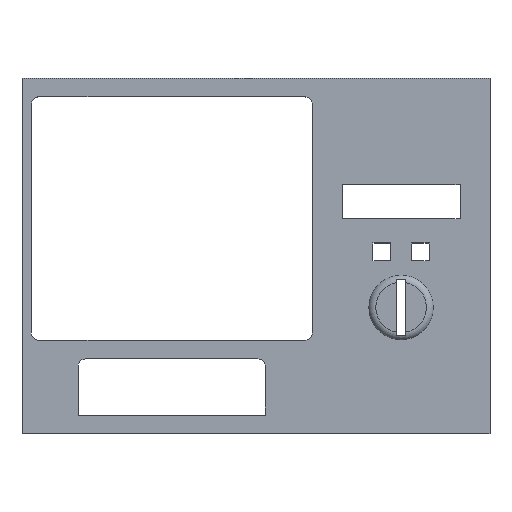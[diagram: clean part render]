
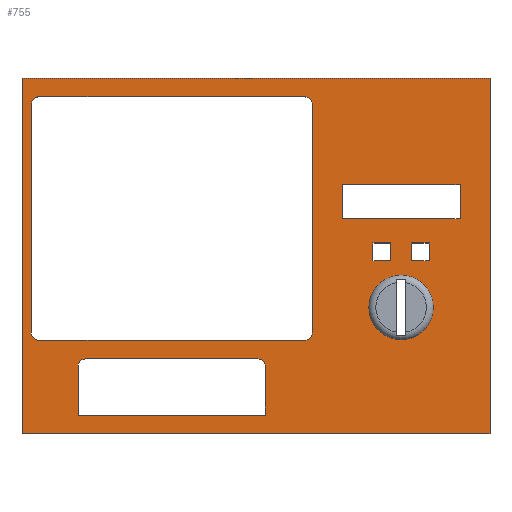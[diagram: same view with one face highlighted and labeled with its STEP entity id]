
A CAD part, top view. The second image highlights one B-rep face of the part: STEP entity #755.
In plain terms, the highlighted planar face has unit normal (0, 0, 1).
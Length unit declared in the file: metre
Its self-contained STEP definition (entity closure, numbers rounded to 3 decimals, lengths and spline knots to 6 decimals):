
#32=CIRCLE('',#814,0.021854);
#34=CIRCLE('',#817,0.00508);
#35=CIRCLE('',#818,0.00508);
#36=CIRCLE('',#819,0.00508);
#37=CIRCLE('',#820,0.00508);
#38=CIRCLE('',#821,0.00508);
#39=CIRCLE('',#822,0.00508);
#85=ORIENTED_EDGE('',*,*,#294,.T.);
#86=ORIENTED_EDGE('',*,*,#302,.F.);
#87=ORIENTED_EDGE('',*,*,#303,.T.);
#88=ORIENTED_EDGE('',*,*,#304,.T.);
#89=ORIENTED_EDGE('',*,*,#305,.F.);
#90=ORIENTED_EDGE('',*,*,#306,.F.);
#91=ORIENTED_EDGE('',*,*,#307,.T.);
#92=ORIENTED_EDGE('',*,*,#308,.T.);
#93=ORIENTED_EDGE('',*,*,#309,.T.);
#94=ORIENTED_EDGE('',*,*,#310,.T.);
#95=ORIENTED_EDGE('',*,*,#311,.T.);
#96=ORIENTED_EDGE('',*,*,#312,.F.);
#97=ORIENTED_EDGE('',*,*,#313,.T.);
#98=ORIENTED_EDGE('',*,*,#314,.F.);
#99=ORIENTED_EDGE('',*,*,#315,.T.);
#100=ORIENTED_EDGE('',*,*,#316,.T.);
#101=ORIENTED_EDGE('',*,*,#317,.F.);
#102=ORIENTED_EDGE('',*,*,#318,.F.);
#103=ORIENTED_EDGE('',*,*,#319,.T.);
#104=ORIENTED_EDGE('',*,*,#320,.T.);
#105=ORIENTED_EDGE('',*,*,#321,.F.);
#106=ORIENTED_EDGE('',*,*,#322,.F.);
#107=ORIENTED_EDGE('',*,*,#323,.T.);
#108=ORIENTED_EDGE('',*,*,#324,.T.);
#109=ORIENTED_EDGE('',*,*,#325,.F.);
#110=ORIENTED_EDGE('',*,*,#326,.F.);
#111=ORIENTED_EDGE('',*,*,#327,.T.);
#112=ORIENTED_EDGE('',*,*,#328,.T.);
#113=ORIENTED_EDGE('',*,*,#329,.T.);
#114=ORIENTED_EDGE('',*,*,#330,.T.);
#115=ORIENTED_EDGE('',*,*,#331,.F.);
#294=EDGE_CURVE('',#403,#403,#32,.F.);
#302=EDGE_CURVE('',#410,#411,#469,.T.);
#303=EDGE_CURVE('',#410,#412,#470,.T.);
#304=EDGE_CURVE('',#412,#413,#471,.T.);
#305=EDGE_CURVE('',#411,#413,#472,.T.);
#306=EDGE_CURVE('',#414,#415,#473,.T.);
#307=EDGE_CURVE('',#414,#416,#34,.F.);
#308=EDGE_CURVE('',#416,#417,#474,.T.);
#309=EDGE_CURVE('',#417,#418,#35,.F.);
#310=EDGE_CURVE('',#418,#419,#475,.T.);
#311=EDGE_CURVE('',#419,#420,#36,.F.);
#312=EDGE_CURVE('',#421,#420,#476,.T.);
#313=EDGE_CURVE('',#421,#415,#37,.F.);
#314=EDGE_CURVE('',#422,#423,#477,.T.);
#315=EDGE_CURVE('',#422,#424,#478,.T.);
#316=EDGE_CURVE('',#424,#425,#479,.T.);
#317=EDGE_CURVE('',#423,#425,#480,.T.);
#318=EDGE_CURVE('',#426,#427,#481,.T.);
#319=EDGE_CURVE('',#426,#428,#482,.T.);
#320=EDGE_CURVE('',#428,#429,#483,.T.);
#321=EDGE_CURVE('',#427,#429,#484,.T.);
#322=EDGE_CURVE('',#430,#431,#485,.T.);
#323=EDGE_CURVE('',#430,#432,#486,.T.);
#324=EDGE_CURVE('',#432,#433,#487,.T.);
#325=EDGE_CURVE('',#431,#433,#488,.T.);
#326=EDGE_CURVE('',#434,#435,#489,.T.);
#327=EDGE_CURVE('',#434,#436,#38,.F.);
#328=EDGE_CURVE('',#436,#437,#490,.T.);
#329=EDGE_CURVE('',#437,#438,#39,.F.);
#330=EDGE_CURVE('',#438,#439,#491,.T.);
#331=EDGE_CURVE('',#435,#439,#492,.T.);
#403=VERTEX_POINT('',#1133);
#410=VERTEX_POINT('',#1167);
#411=VERTEX_POINT('',#1168);
#412=VERTEX_POINT('',#1170);
#413=VERTEX_POINT('',#1172);
#414=VERTEX_POINT('',#1175);
#415=VERTEX_POINT('',#1176);
#416=VERTEX_POINT('',#1178);
#417=VERTEX_POINT('',#1180);
#418=VERTEX_POINT('',#1182);
#419=VERTEX_POINT('',#1184);
#420=VERTEX_POINT('',#1186);
#421=VERTEX_POINT('',#1188);
#422=VERTEX_POINT('',#1191);
#423=VERTEX_POINT('',#1192);
#424=VERTEX_POINT('',#1194);
#425=VERTEX_POINT('',#1196);
#426=VERTEX_POINT('',#1199);
#427=VERTEX_POINT('',#1200);
#428=VERTEX_POINT('',#1202);
#429=VERTEX_POINT('',#1204);
#430=VERTEX_POINT('',#1207);
#431=VERTEX_POINT('',#1208);
#432=VERTEX_POINT('',#1210);
#433=VERTEX_POINT('',#1212);
#434=VERTEX_POINT('',#1215);
#435=VERTEX_POINT('',#1216);
#436=VERTEX_POINT('',#1218);
#437=VERTEX_POINT('',#1220);
#438=VERTEX_POINT('',#1222);
#439=VERTEX_POINT('',#1224);
#469=LINE('',#1166,#557);
#470=LINE('',#1169,#558);
#471=LINE('',#1171,#559);
#472=LINE('',#1173,#560);
#473=LINE('',#1174,#561);
#474=LINE('',#1179,#562);
#475=LINE('',#1183,#563);
#476=LINE('',#1187,#564);
#477=LINE('',#1190,#565);
#478=LINE('',#1193,#566);
#479=LINE('',#1195,#567);
#480=LINE('',#1197,#568);
#481=LINE('',#1198,#569);
#482=LINE('',#1201,#570);
#483=LINE('',#1203,#571);
#484=LINE('',#1205,#572);
#485=LINE('',#1206,#573);
#486=LINE('',#1209,#574);
#487=LINE('',#1211,#575);
#488=LINE('',#1213,#576);
#489=LINE('',#1214,#577);
#490=LINE('',#1219,#578);
#491=LINE('',#1223,#579);
#492=LINE('',#1225,#580);
#557=VECTOR('',#915,1.);
#558=VECTOR('',#916,1.);
#559=VECTOR('',#917,1.);
#560=VECTOR('',#918,1.);
#561=VECTOR('',#919,1.);
#562=VECTOR('',#922,1.);
#563=VECTOR('',#925,1.);
#564=VECTOR('',#928,1.);
#565=VECTOR('',#931,1.);
#566=VECTOR('',#932,1.);
#567=VECTOR('',#933,1.);
#568=VECTOR('',#934,1.);
#569=VECTOR('',#935,1.);
#570=VECTOR('',#936,1.);
#571=VECTOR('',#937,1.);
#572=VECTOR('',#938,1.);
#573=VECTOR('',#939,1.);
#574=VECTOR('',#940,1.);
#575=VECTOR('',#941,1.);
#576=VECTOR('',#942,1.);
#577=VECTOR('',#943,1.);
#578=VECTOR('',#946,1.);
#579=VECTOR('',#949,1.);
#580=VECTOR('',#950,1.);
#626=EDGE_LOOP('',(#85));
#627=EDGE_LOOP('',(#86,#87,#88,#89));
#628=EDGE_LOOP('',(#90,#91,#92,#93,#94,#95,#96,#97));
#629=EDGE_LOOP('',(#98,#99,#100,#101));
#630=EDGE_LOOP('',(#102,#103,#104,#105));
#631=EDGE_LOOP('',(#106,#107,#108,#109));
#632=EDGE_LOOP('',(#110,#111,#112,#113,#114,#115));
#678=FACE_BOUND('',#626,.T.);
#679=FACE_BOUND('',#627,.T.);
#680=FACE_BOUND('',#628,.T.);
#681=FACE_BOUND('',#629,.T.);
#682=FACE_BOUND('',#630,.T.);
#683=FACE_BOUND('',#631,.T.);
#684=FACE_BOUND('',#632,.T.);
#722=PLANE('',#816);
#755=ADVANCED_FACE('',(#678,#679,#680,#681,#682,#683,#684),#722,.T.);
#814=AXIS2_PLACEMENT_3D('',#1132,#909,#910);
#816=AXIS2_PLACEMENT_3D('',#1165,#913,#914);
#817=AXIS2_PLACEMENT_3D('',#1177,#920,#921);
#818=AXIS2_PLACEMENT_3D('',#1181,#923,#924);
#819=AXIS2_PLACEMENT_3D('',#1185,#926,#927);
#820=AXIS2_PLACEMENT_3D('',#1189,#929,#930);
#821=AXIS2_PLACEMENT_3D('',#1217,#944,#945);
#822=AXIS2_PLACEMENT_3D('',#1221,#947,#948);
#909=DIRECTION('',(0.,0.,1.));
#910=DIRECTION('',(1.,0.,0.));
#913=DIRECTION('',(0.,0.,1.));
#914=DIRECTION('',(1.,0.,0.));
#915=DIRECTION('',(1.,0.,0.));
#916=DIRECTION('',(0.,-1.,0.));
#917=DIRECTION('',(1.,0.,0.));
#918=DIRECTION('',(0.,-1.,0.));
#919=DIRECTION('',(0.,-1.,0.));
#920=DIRECTION('',(0.,0.,1.));
#921=DIRECTION('',(1.,0.,0.));
#922=DIRECTION('',(1.,0.,0.));
#923=DIRECTION('',(0.,0.,1.));
#924=DIRECTION('',(1.,0.,0.));
#925=DIRECTION('',(0.,-1.,0.));
#926=DIRECTION('',(0.,0.,1.));
#927=DIRECTION('',(1.,0.,0.));
#928=DIRECTION('',(1.,0.,0.));
#929=DIRECTION('',(0.,0.,1.));
#930=DIRECTION('',(1.,0.,0.));
#931=DIRECTION('',(0.,-1.,0.));
#932=DIRECTION('',(1.,0.,0.));
#933=DIRECTION('',(0.,-1.,0.));
#934=DIRECTION('',(1.,0.,0.));
#935=DIRECTION('',(0.,-1.,0.));
#936=DIRECTION('',(1.,0.,0.));
#937=DIRECTION('',(0.,-1.,0.));
#938=DIRECTION('',(1.,0.,0.));
#939=DIRECTION('',(0.,1.,0.));
#940=DIRECTION('',(-1.,0.,0.));
#941=DIRECTION('',(0.,1.,0.));
#942=DIRECTION('',(-1.,0.,0.));
#943=DIRECTION('',(0.,-1.,0.));
#944=DIRECTION('',(0.,0.,1.));
#945=DIRECTION('',(1.,0.,0.));
#946=DIRECTION('',(1.,0.,0.));
#947=DIRECTION('',(0.,0.,1.));
#948=DIRECTION('',(1.,0.,0.));
#949=DIRECTION('',(0.,-1.,0.));
#950=DIRECTION('',(1.,0.,0.));
#1132=CARTESIAN_POINT('',(0.257175,-0.155575,0.0127));
#1133=CARTESIAN_POINT('',(0.279029,-0.155575,0.0127));
#1165=CARTESIAN_POINT('',(0.15875,-0.12065,0.0127));
#1166=CARTESIAN_POINT('',(0.15875,0.,0.0127));
#1167=CARTESIAN_POINT('',(0.,0.,0.0127));
#1168=CARTESIAN_POINT('',(0.3175,0.,0.0127));
#1169=CARTESIAN_POINT('',(0.,-0.12065,0.0127));
#1170=CARTESIAN_POINT('',(0.,-0.2413,0.0127));
#1171=CARTESIAN_POINT('',(0.15875,-0.2413,0.0127));
#1172=CARTESIAN_POINT('',(0.3175,-0.2413,0.0127));
#1173=CARTESIAN_POINT('',(0.3175,-0.12065,0.0127));
#1174=CARTESIAN_POINT('',(0.00635,-0.09525,0.0127));
#1175=CARTESIAN_POINT('',(0.00635,-0.01778,0.0127));
#1176=CARTESIAN_POINT('',(0.00635,-0.17272,0.0127));
#1177=CARTESIAN_POINT('',(0.01143,-0.01778,0.0127));
#1178=CARTESIAN_POINT('',(0.01143,-0.0127,0.0127));
#1179=CARTESIAN_POINT('',(0.1016,-0.0127,0.0127));
#1180=CARTESIAN_POINT('',(0.19177,-0.0127,0.0127));
#1181=CARTESIAN_POINT('',(0.19177,-0.01778,0.0127));
#1182=CARTESIAN_POINT('',(0.19685,-0.01778,0.0127));
#1183=CARTESIAN_POINT('',(0.19685,-0.09525,0.0127));
#1184=CARTESIAN_POINT('',(0.19685,-0.17272,0.0127));
#1185=CARTESIAN_POINT('',(0.19177,-0.17272,0.0127));
#1186=CARTESIAN_POINT('',(0.19177,-0.1778,0.0127));
#1187=CARTESIAN_POINT('',(0.1016,-0.1778,0.0127));
#1188=CARTESIAN_POINT('',(0.01143,-0.1778,0.0127));
#1189=CARTESIAN_POINT('',(0.01143,-0.17272,0.0127));
#1190=CARTESIAN_POINT('',(0.264247,-0.117823,0.0127));
#1191=CARTESIAN_POINT('',(0.264247,-0.111823,0.0127));
#1192=CARTESIAN_POINT('',(0.264247,-0.123823,0.0127));
#1193=CARTESIAN_POINT('',(0.270247,-0.111823,0.0127));
#1194=CARTESIAN_POINT('',(0.276247,-0.111823,0.0127));
#1195=CARTESIAN_POINT('',(0.276247,-0.117823,0.0127));
#1196=CARTESIAN_POINT('',(0.276247,-0.123823,0.0127));
#1197=CARTESIAN_POINT('',(0.270247,-0.123823,0.0127));
#1198=CARTESIAN_POINT('',(0.238125,-0.117823,0.0127));
#1199=CARTESIAN_POINT('',(0.238125,-0.111823,0.0127));
#1200=CARTESIAN_POINT('',(0.238125,-0.123823,0.0127));
#1201=CARTESIAN_POINT('',(0.244125,-0.111823,0.0127));
#1202=CARTESIAN_POINT('',(0.250125,-0.111823,0.0127));
#1203=CARTESIAN_POINT('',(0.250125,-0.117823,0.0127));
#1204=CARTESIAN_POINT('',(0.250125,-0.123823,0.0127));
#1205=CARTESIAN_POINT('',(0.244125,-0.123823,0.0127));
#1206=CARTESIAN_POINT('',(0.29717,-0.083761,0.0127));
#1207=CARTESIAN_POINT('',(0.29717,-0.095313,0.0127));
#1208=CARTESIAN_POINT('',(0.29717,-0.072209,0.0127));
#1209=CARTESIAN_POINT('',(0.25717,-0.095313,0.0127));
#1210=CARTESIAN_POINT('',(0.21717,-0.095313,0.0127));
#1211=CARTESIAN_POINT('',(0.21717,-0.083761,0.0127));
#1212=CARTESIAN_POINT('',(0.21717,-0.072209,0.0127));
#1213=CARTESIAN_POINT('',(0.25717,-0.072209,0.0127));
#1214=CARTESIAN_POINT('',(0.0381,-0.20955,0.0127));
#1215=CARTESIAN_POINT('',(0.0381,-0.19558,0.0127));
#1216=CARTESIAN_POINT('',(0.0381,-0.2286,0.0127));
#1217=CARTESIAN_POINT('',(0.04318,-0.19558,0.0127));
#1218=CARTESIAN_POINT('',(0.04318,-0.1905,0.0127));
#1219=CARTESIAN_POINT('',(0.1016,-0.1905,0.0127));
#1220=CARTESIAN_POINT('',(0.16002,-0.1905,0.0127));
#1221=CARTESIAN_POINT('',(0.16002,-0.19558,0.0127));
#1222=CARTESIAN_POINT('',(0.1651,-0.19558,0.0127));
#1223=CARTESIAN_POINT('',(0.1651,-0.20955,0.0127));
#1224=CARTESIAN_POINT('',(0.1651,-0.2286,0.0127));
#1225=CARTESIAN_POINT('',(0.1016,-0.2286,0.0127));
